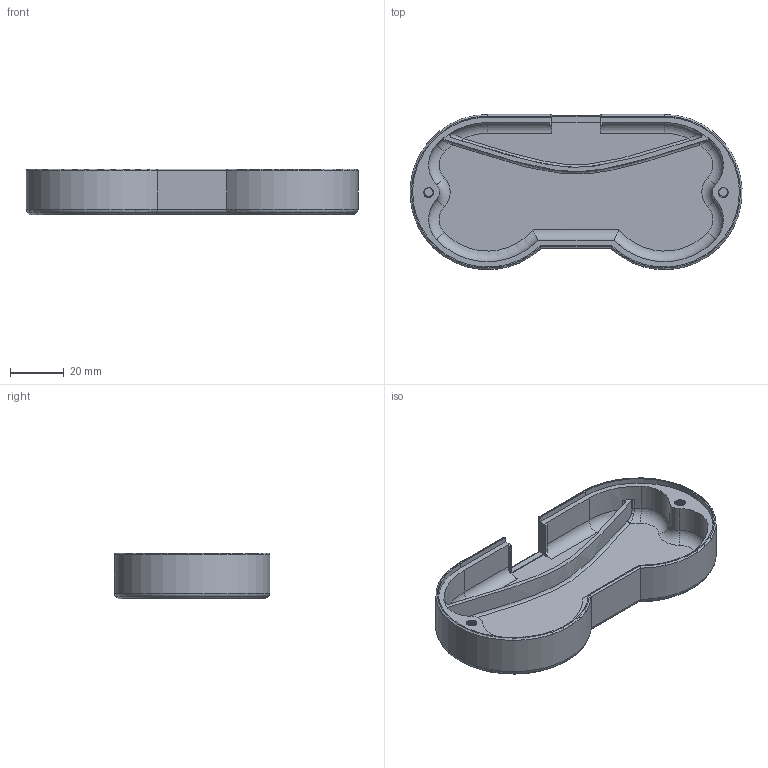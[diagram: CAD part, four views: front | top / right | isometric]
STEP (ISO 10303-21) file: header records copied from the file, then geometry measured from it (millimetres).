
FILE_DESCRIPTION(/* description */ (''),/* implementation_level */ '2;1');
FILE_NAME(/* name */ 'OSSM Remote Body v6.step',/* time_stamp */ '2021-12-15T16:53:31-05:00',/* author */ (''),/* organization */ (''),/* preprocessor_version */ 'ST-DEVELOPER v18.1',/* originating_system */ 'Autodesk Translation Framework v10.10.0.1391',/* authorisation */ '');
FILE_SCHEMA (('AUTOMOTIVE_DESIGN { 1 0 10303 214 3 1 1 }'));
Length unit declared in the file: millimetre
Products named in the file (1): ossm remote 2
Bounding box: 123.94 x 57.9 x 17 mm (x, y, z)
Volume: 23903.6 mm3; surface area: 23071.6 mm2
Topology: 1 solids, 1 shells, 152 faces, 404 edges, 256 vertices
Faces by surface type: cylinder 85, plane 29, bspline 18, torus 18, cone 2
Full cylindrical faces by diameter (mm): 3.332 x14, 4.109 x3, 4.11 x3
Entity records: 8714 total; most frequent: CARTESIAN_POINT 5186, ORIENTED_EDGE 808, DIRECTION 626, EDGE_CURVE 404, VERTEX_POINT 256, AXIS2_PLACEMENT_3D 241, EDGE_LOOP 154, B_SPLINE_CURVE_WITH_KNOTS 153
